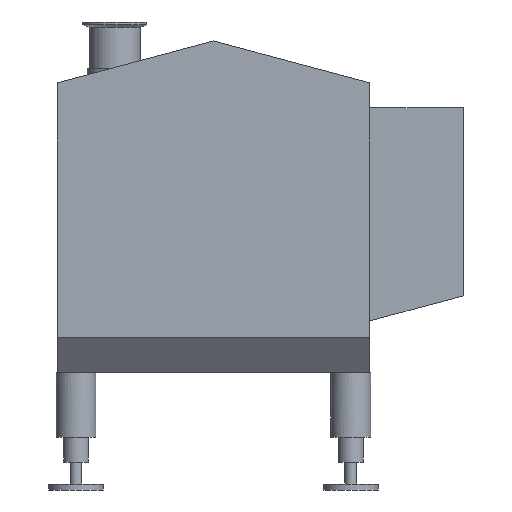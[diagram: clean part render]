
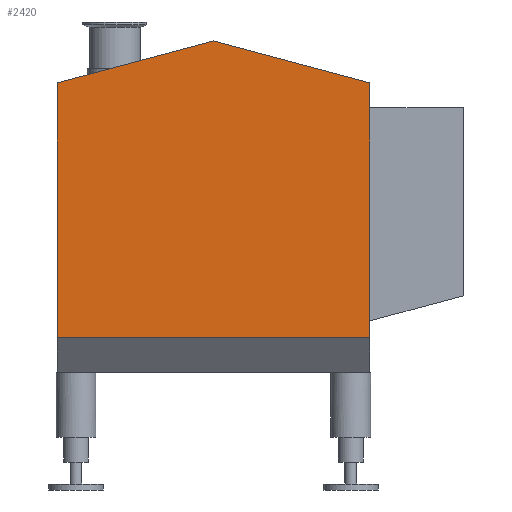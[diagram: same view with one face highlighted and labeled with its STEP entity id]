
A CAD part, left-side view. The second image highlights one B-rep face of the part: STEP entity #2420.
In plain terms, the highlighted planar face has unit normal (-1, 0, 0).
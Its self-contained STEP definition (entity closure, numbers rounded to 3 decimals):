
#246=FACE_OUTER_BOUND('',#404,.T.);
#404=EDGE_LOOP('',(#1662,#1663,#1664,#1665,#1666));
#564=LINE('',#3657,#782);
#574=LINE('',#3693,#792);
#597=LINE('',#3740,#815);
#598=LINE('',#3743,#816);
#600=LINE('',#3746,#818);
#782=VECTOR('',#2874,10.);
#792=VECTOR('',#2904,10.);
#815=VECTOR('',#2947,10.);
#816=VECTOR('',#2950,10.);
#818=VECTOR('',#2954,10.);
#999=VERTEX_POINT('',#3653);
#1001=VERTEX_POINT('',#3656);
#1017=VERTEX_POINT('',#3692);
#1031=VERTEX_POINT('',#3738);
#1032=VERTEX_POINT('',#3742);
#1229=EDGE_CURVE('',#1001,#999,#564,.T.);
#1247=EDGE_CURVE('',#1001,#1017,#574,.T.);
#1272=EDGE_CURVE('',#1031,#999,#597,.T.);
#1273=EDGE_CURVE('',#1017,#1032,#598,.T.);
#1275=EDGE_CURVE('',#1032,#1031,#600,.T.);
#1662=ORIENTED_EDGE('',*,*,#1229,.T.);
#1663=ORIENTED_EDGE('',*,*,#1272,.F.);
#1664=ORIENTED_EDGE('',*,*,#1275,.F.);
#1665=ORIENTED_EDGE('',*,*,#1273,.F.);
#1666=ORIENTED_EDGE('',*,*,#1247,.F.);
#2312=PLANE('',#2611);
#2420=ADVANCED_FACE('',(#246),#2312,.F.);
#2611=AXIS2_PLACEMENT_3D('',#3747,#2955,#2956);
#2874=DIRECTION('',(0.,-1.,0.));
#2904=DIRECTION('',(0.,0.,1.));
#2947=DIRECTION('',(0.,0.,-1.));
#2950=DIRECTION('',(0.,-0.966,0.259));
#2954=DIRECTION('',(0.,-0.966,-0.259));
#2955=DIRECTION('center_axis',(1.,0.,0.));
#2956=DIRECTION('ref_axis',(0.,0.,-1.));
#3653=CARTESIAN_POINT('',(-440.,-157.,-137.));
#3656=CARTESIAN_POINT('',(-440.,157.,-137.));
#3657=CARTESIAN_POINT('',(-440.,0.,-137.));
#3692=CARTESIAN_POINT('',(-440.,157.,118.932));
#3693=CARTESIAN_POINT('',(-440.,157.,-172.));
#3738=CARTESIAN_POINT('',(-440.,-157.,118.932));
#3740=CARTESIAN_POINT('',(-440.,-157.,118.932));
#3742=CARTESIAN_POINT('',(-440.,0.,161.));
#3743=CARTESIAN_POINT('',(-440.,157.,118.932));
#3746=CARTESIAN_POINT('',(-440.,0.,161.));
#3747=CARTESIAN_POINT('Origin',(-440.,0.,-19.614));
